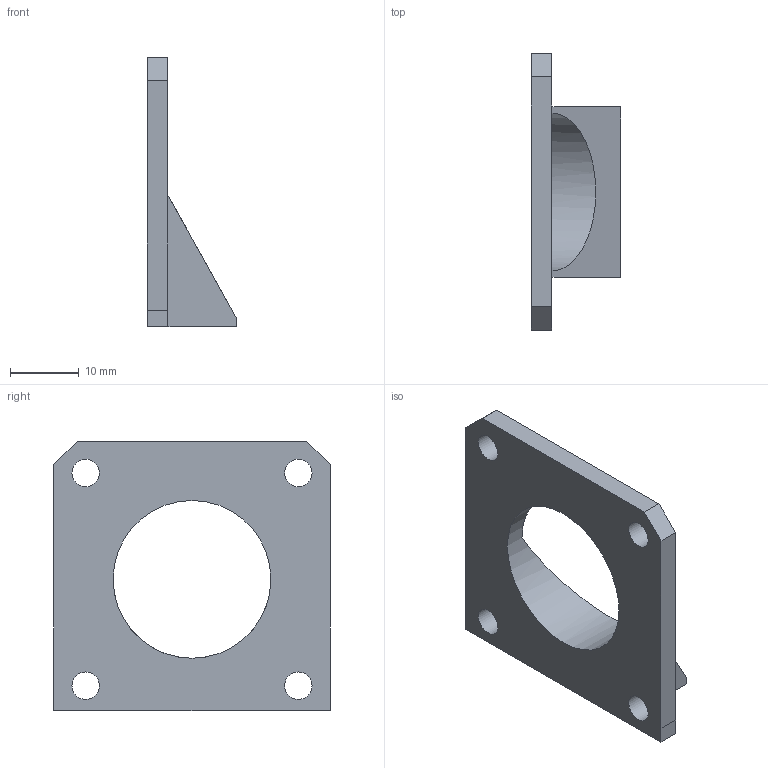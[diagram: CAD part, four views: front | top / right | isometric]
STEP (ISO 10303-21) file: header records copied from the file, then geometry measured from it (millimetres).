
FILE_DESCRIPTION(/* description */ (''),/* implementation_level */ '2;1');
FILE_NAME(/* name */ 'Puller Motor Halter.step',/* time_stamp */ '2022-09-22T17:07:25+02:00',/* author */ (''),/* organization */ (''),/* preprocessor_version */ 'ST-DEVELOPER v19',/* originating_system */ 'Autodesk Translation Framework v11.7.0.108',/* authorisation */ '');
FILE_SCHEMA (('AUTOMOTIVE_DESIGN { 1 0 10303 214 3 1 1 }'));
Length unit declared in the file: millimetre
Products named in the file (1): Puller Complete better Version
Bounding box: 13 x 40.3 x 39.32 mm (x, y, z)
Volume: 5144 mm3; surface area: 3962.3 mm2
Topology: 1 solids, 1 shells, 94 faces, 261 edges, 174 vertices
Faces by surface type: cylinder 68, plane 20, bspline 6
Full cylindrical faces by diameter (mm): 2.529 x12, 3.086 x6, 3.2 x3, 4 x4, 23 x1
Entity records: 6927 total; most frequent: CARTESIAN_POINT 4652, ORIENTED_EDGE 522, DIRECTION 337, EDGE_CURVE 261, VERTEX_POINT 174, B_SPLINE_CURVE_WITH_KNOTS 132, AXIS2_PLACEMENT_3D 119, EDGE_LOOP 109
